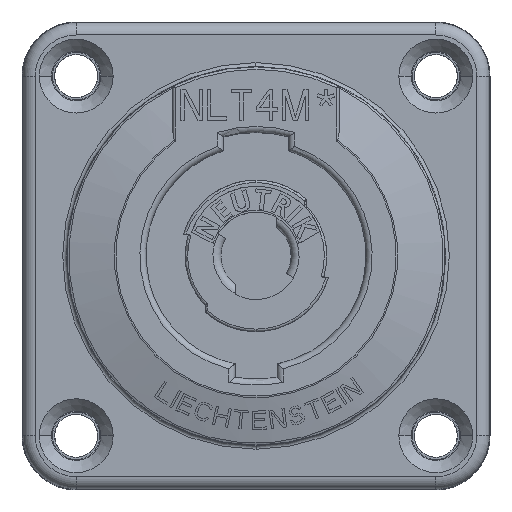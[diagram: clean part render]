
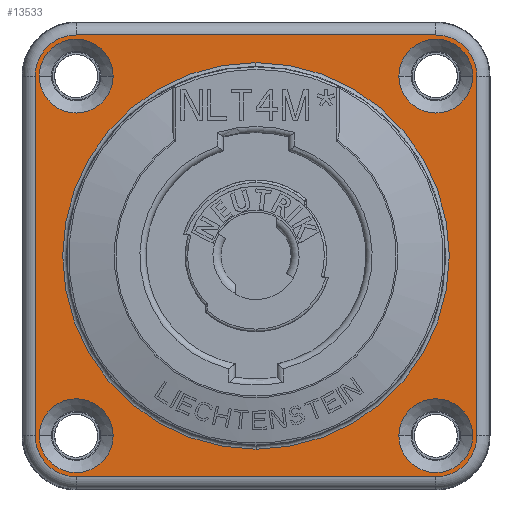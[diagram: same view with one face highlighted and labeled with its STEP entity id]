
A CAD part, top view. The second image highlights one B-rep face of the part: STEP entity #13533.
In plain terms, the highlighted planar face has unit normal (0, 0, 1).
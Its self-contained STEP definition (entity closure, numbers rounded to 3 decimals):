
#15=CARTESIAN_POINT('',(-14.6,14.6,4.45));
#16=DIRECTION('',(0.,0.,1.));
#17=DIRECTION('',(1.,0.,0.));
#18=AXIS2_PLACEMENT_3D('',#15,#16,#17);
#20=CARTESIAN_POINT('',(-14.6,14.6,4.45));
#21=DIRECTION('',(0.,0.,1.));
#22=DIRECTION('',(-1.,0.,0.));
#23=AXIS2_PLACEMENT_3D('',#20,#21,#22);
#25=CARTESIAN_POINT('',(14.6,-14.6,4.45));
#26=DIRECTION('',(0.,0.,1.));
#27=DIRECTION('',(1.,0.,0.));
#28=AXIS2_PLACEMENT_3D('',#25,#26,#27);
#30=CARTESIAN_POINT('',(14.6,-14.6,4.45));
#31=DIRECTION('',(0.,0.,1.));
#32=DIRECTION('',(-1.,0.,0.));
#33=AXIS2_PLACEMENT_3D('',#30,#31,#32);
#35=CARTESIAN_POINT('',(14.6,14.6,4.45));
#36=DIRECTION('',(0.,0.,1.));
#37=DIRECTION('',(1.,0.,0.));
#38=AXIS2_PLACEMENT_3D('',#35,#36,#37);
#40=CARTESIAN_POINT('',(14.6,14.6,4.45));
#41=DIRECTION('',(0.,0.,1.));
#42=DIRECTION('',(-1.,0.,0.));
#43=AXIS2_PLACEMENT_3D('',#40,#41,#42);
#45=CARTESIAN_POINT('',(-14.6,-14.6,4.45));
#46=DIRECTION('',(0.,0.,1.));
#47=DIRECTION('',(1.,0.,0.));
#48=AXIS2_PLACEMENT_3D('',#45,#46,#47);
#50=CARTESIAN_POINT('',(-14.6,-14.6,4.45));
#51=DIRECTION('',(0.,0.,1.));
#52=DIRECTION('',(-1.,0.,0.));
#53=AXIS2_PLACEMENT_3D('',#50,#51,#52);
#55=CARTESIAN_POINT('',(0.,0.,4.45));
#56=DIRECTION('',(0.,0.,-1.));
#57=DIRECTION('',(0.,-1.,0.));
#58=AXIS2_PLACEMENT_3D('',#55,#56,#57);
#60=CARTESIAN_POINT('',(0.,0.,4.45));
#61=DIRECTION('',(0.,0.,-1.));
#62=DIRECTION('',(0.,1.,0.));
#63=AXIS2_PLACEMENT_3D('',#60,#61,#62);
#699=CARTESIAN_POINT('',(-14.6,14.6,4.45));
#700=DIRECTION('',(0.,0.,1.));
#701=DIRECTION('',(0.,1.,0.));
#702=AXIS2_PLACEMENT_3D('',#699,#700,#701);
#714=DIRECTION('',(0.,-1.,0.));
#715=VECTOR('',#714,29.2);
#716=CARTESIAN_POINT('',(-17.939,14.6,4.45));
#717=LINE('',#716,#715);
#727=CARTESIAN_POINT('',(-14.6,-14.6,4.45));
#728=DIRECTION('',(0.,0.,1.));
#729=DIRECTION('',(-1.,0.,0.));
#730=AXIS2_PLACEMENT_3D('',#727,#728,#729);
#742=DIRECTION('',(1.,0.,0.));
#743=VECTOR('',#742,29.2);
#744=CARTESIAN_POINT('',(-14.6,-17.939,4.45));
#745=LINE('',#744,#743);
#755=CARTESIAN_POINT('',(14.6,-14.6,4.45));
#756=DIRECTION('',(0.,0.,1.));
#757=DIRECTION('',(0.,-1.,0.));
#758=AXIS2_PLACEMENT_3D('',#755,#756,#757);
#770=DIRECTION('',(0.,1.,0.));
#771=VECTOR('',#770,29.2);
#772=CARTESIAN_POINT('',(17.939,-14.6,4.45));
#773=LINE('',#772,#771);
#783=CARTESIAN_POINT('',(14.6,14.6,4.45));
#784=DIRECTION('',(0.,0.,1.));
#785=DIRECTION('',(1.,0.,0.));
#786=AXIS2_PLACEMENT_3D('',#783,#784,#785);
#798=DIRECTION('',(-1.,0.,0.));
#799=VECTOR('',#798,29.2);
#800=CARTESIAN_POINT('',(14.6,17.939,4.45));
#801=LINE('',#800,#799);
#11871=CARTESIAN_POINT('',(-11.6,14.6,4.45));
#11872=CARTESIAN_POINT('',(-17.6,14.6,4.45));
#11873=VERTEX_POINT('',#11871);
#11874=VERTEX_POINT('',#11872);
#11875=CARTESIAN_POINT('',(17.6,-14.6,4.45));
#11876=CARTESIAN_POINT('',(11.6,-14.6,4.45));
#11877=VERTEX_POINT('',#11875);
#11878=VERTEX_POINT('',#11876);
#11879=CARTESIAN_POINT('',(17.6,14.6,4.45));
#11880=CARTESIAN_POINT('',(11.6,14.6,4.45));
#11881=VERTEX_POINT('',#11879);
#11882=VERTEX_POINT('',#11880);
#11895=CARTESIAN_POINT('',(-11.6,-14.6,4.45));
#11896=CARTESIAN_POINT('',(-17.6,-14.6,4.45));
#11897=VERTEX_POINT('',#11895);
#11898=VERTEX_POINT('',#11896);
#11919=CARTESIAN_POINT('',(17.939,14.6,4.45));
#11920=CARTESIAN_POINT('',(14.6,17.939,4.45));
#11921=VERTEX_POINT('',#11919);
#11922=VERTEX_POINT('',#11920);
#11927=CARTESIAN_POINT('',(-14.6,17.939,4.45));
#11928=VERTEX_POINT('',#11927);
#11931=CARTESIAN_POINT('',(-17.939,14.6,4.45));
#11932=VERTEX_POINT('',#11931);
#11935=CARTESIAN_POINT('',(-17.939,-14.6,4.45));
#11936=VERTEX_POINT('',#11935);
#11939=CARTESIAN_POINT('',(-14.6,-17.939,4.45));
#11940=VERTEX_POINT('',#11939);
#11943=CARTESIAN_POINT('',(14.6,-17.939,4.45));
#11944=VERTEX_POINT('',#11943);
#11947=CARTESIAN_POINT('',(17.939,-14.6,4.45));
#11948=VERTEX_POINT('',#11947);
#12716=CARTESIAN_POINT('',(0.,-15.695,4.45));
#12717=CARTESIAN_POINT('',(0.,15.695,4.45));
#12718=VERTEX_POINT('',#12716);
#12719=VERTEX_POINT('',#12717);
#13481=CARTESIAN_POINT('',(0.,0.,4.45));
#13482=DIRECTION('',(0.,0.,-1.));
#13483=DIRECTION('',(0.,-1.,0.));
#13484=AXIS2_PLACEMENT_3D('',#13481,#13482,#13483);
#13485=PLANE('',#13484);
#13487=ORIENTED_EDGE('',*,*,#13486,.F.);
#13489=ORIENTED_EDGE('',*,*,#13488,.F.);
#13491=ORIENTED_EDGE('',*,*,#13490,.F.);
#13493=ORIENTED_EDGE('',*,*,#13492,.F.);
#13495=ORIENTED_EDGE('',*,*,#13494,.F.);
#13497=ORIENTED_EDGE('',*,*,#13496,.F.);
#13499=ORIENTED_EDGE('',*,*,#13498,.F.);
#13501=ORIENTED_EDGE('',*,*,#13500,.F.);
#13502=EDGE_LOOP('',(#13487,#13489,#13491,#13493,#13495,#13497,#13499,#13501));
#13503=FACE_OUTER_BOUND('',#13502,.F.);
#13505=ORIENTED_EDGE('',*,*,#13504,.T.);
#13507=ORIENTED_EDGE('',*,*,#13506,.T.);
#13508=EDGE_LOOP('',(#13505,#13507));
#13509=FACE_BOUND('',#13508,.F.);
#13510=ORIENTED_EDGE('',*,*,#13471,.T.);
#13512=ORIENTED_EDGE('',*,*,#13511,.T.);
#13513=EDGE_LOOP('',(#13510,#13512));
#13514=FACE_BOUND('',#13513,.F.);
#13516=ORIENTED_EDGE('',*,*,#13515,.T.);
#13518=ORIENTED_EDGE('',*,*,#13517,.T.);
#13519=EDGE_LOOP('',(#13516,#13518));
#13520=FACE_BOUND('',#13519,.F.);
#13522=ORIENTED_EDGE('',*,*,#13521,.T.);
#13524=ORIENTED_EDGE('',*,*,#13523,.T.);
#13525=EDGE_LOOP('',(#13522,#13524));
#13526=FACE_BOUND('',#13525,.F.);
#13528=ORIENTED_EDGE('',*,*,#13527,.F.);
#13530=ORIENTED_EDGE('',*,*,#13529,.F.);
#13531=EDGE_LOOP('',(#13528,#13530));
#13532=FACE_BOUND('',#13531,.F.);
#13533=ADVANCED_FACE('',(#13503,#13509,#13514,#13520,#13526,#13532),#13485,.F.);
#19=CIRCLE('',#18,3.);
#24=CIRCLE('',#23,3.);
#29=CIRCLE('',#28,3.);
#34=CIRCLE('',#33,3.);
#39=CIRCLE('',#38,3.);
#44=CIRCLE('',#43,3.);
#49=CIRCLE('',#48,3.);
#54=CIRCLE('',#53,3.);
#59=CIRCLE('',#58,15.695);
#64=CIRCLE('',#63,15.695);
#703=CIRCLE('',#702,3.339);
#731=CIRCLE('',#730,3.339);
#759=CIRCLE('',#758,3.339);
#787=CIRCLE('',#786,3.339);
#13471=EDGE_CURVE('',#11881,#11882,#39,.T.);
#13486=EDGE_CURVE('',#11921,#11922,#787,.T.);
#13488=EDGE_CURVE('',#11948,#11921,#773,.T.);
#13490=EDGE_CURVE('',#11944,#11948,#759,.T.);
#13492=EDGE_CURVE('',#11940,#11944,#745,.T.);
#13494=EDGE_CURVE('',#11936,#11940,#731,.T.);
#13496=EDGE_CURVE('',#11932,#11936,#717,.T.);
#13498=EDGE_CURVE('',#11928,#11932,#703,.T.);
#13500=EDGE_CURVE('',#11922,#11928,#801,.T.);
#13504=EDGE_CURVE('',#11877,#11878,#29,.T.);
#13506=EDGE_CURVE('',#11878,#11877,#34,.T.);
#13511=EDGE_CURVE('',#11882,#11881,#44,.T.);
#13515=EDGE_CURVE('',#11897,#11898,#49,.T.);
#13517=EDGE_CURVE('',#11898,#11897,#54,.T.);
#13521=EDGE_CURVE('',#11873,#11874,#19,.T.);
#13523=EDGE_CURVE('',#11874,#11873,#24,.T.);
#13527=EDGE_CURVE('',#12718,#12719,#59,.T.);
#13529=EDGE_CURVE('',#12719,#12718,#64,.T.);
